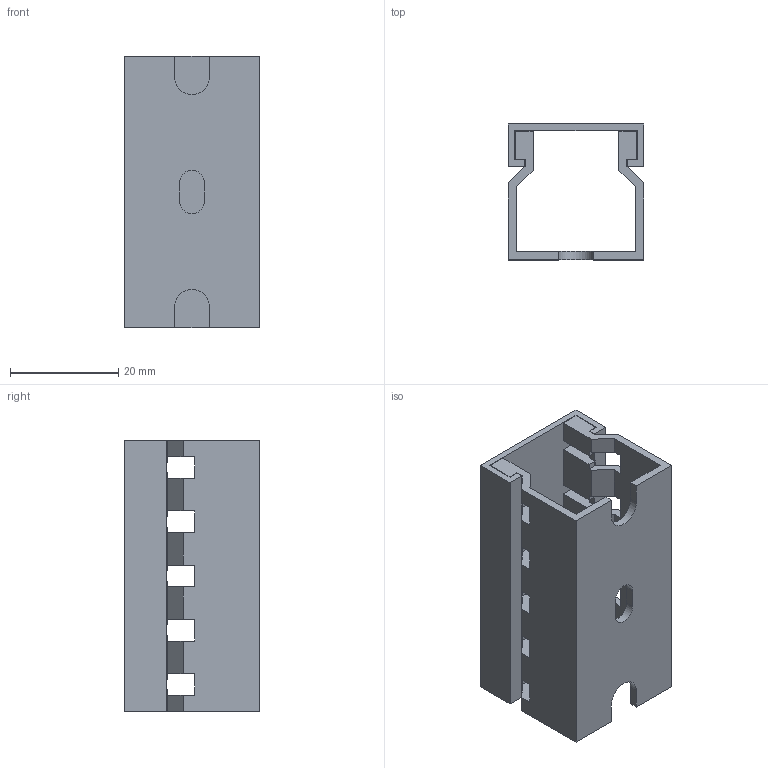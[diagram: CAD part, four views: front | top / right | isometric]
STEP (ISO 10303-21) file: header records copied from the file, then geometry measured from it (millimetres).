
FILE_DESCRIPTION((''),'2;1');
FILE_NAME('B25X40_50MM_ASM','2021-04-01T',('marketing.praksa'),('Audax d.o.o.'),'CREO PARAMETRIC BY PTC INC, 2017480','CREO PARAMETRIC BY PTC INC, 2017480','');
FILE_SCHEMA(('AUTOMOTIVE_DESIGN { 1 0 10303 214 1 1 1 1 }'));
Products named in the file (4): PRT0141; B25X40_THIN-166756_1_1_1; BOTTOM-MERGED; B25X40_50MM_ASM
Assembly tree (3 placements, depth 2):
  B25X40_50MM_ASM
    PRT0141
    B25X40_THIN-166756_1_1_1
    BOTTOM-MERGED
Bounding box: 25 x 25 x 50 mm (x, y, z)
Volume: 7909.9 mm3; surface area: 12149.4 mm2
Topology: 5 solids, 5 shells, 293 faces, 840 edges, 560 vertices
Faces by surface type: plane 241, cylinder 52
Entity records: 14630 total; most frequent: CARTESIAN_POINT 1965, ORIENTED_EDGE 1680, DIRECTION 1448, PRESENTATION_STYLE_ASSIGNMENT 1138, STYLED_ITEM 1138, CURVE_STYLE 840, EDGE_CURVE 840, VECTOR 736
